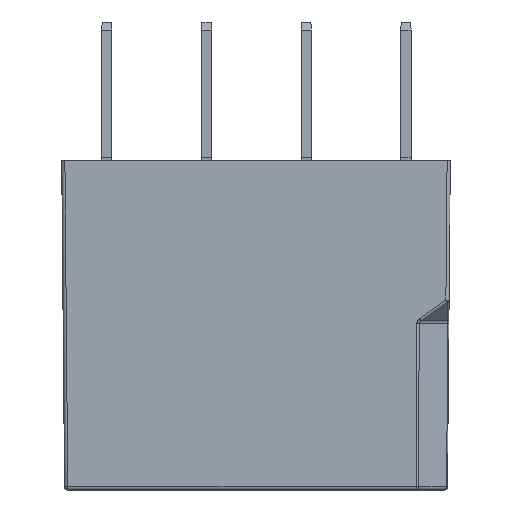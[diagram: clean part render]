
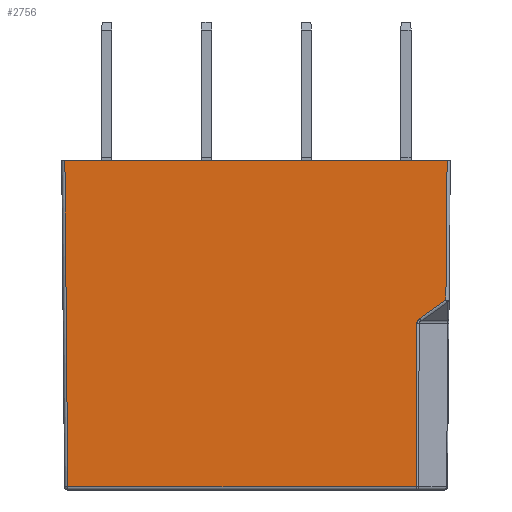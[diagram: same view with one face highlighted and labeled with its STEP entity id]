
A CAD part, front view. The second image highlights one B-rep face of the part: STEP entity #2756.
In plain terms, the highlighted planar face has unit normal (0, -1, -0.009).
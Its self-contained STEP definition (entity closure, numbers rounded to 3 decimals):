
#18 = VECTOR ( 'NONE', #3427, 1000. ) ;
#23 = DIRECTION ( 'NONE',  ( 0.009, 0.009, -1. ) ) ;
#83 = CARTESIAN_POINT ( 'NONE',  ( -1.658, -0.777, -25.502 ) ) ;
#150 = VERTEX_POINT ( 'NONE', #3005 ) ;
#172 = VERTEX_POINT ( 'NONE', #83 ) ;
#200 = CARTESIAN_POINT ( 'NONE',  ( 0.655, -0.905, -10.887 ) ) ;
#260 = VERTEX_POINT ( 'NONE', #3610 ) ;
#280 = CARTESIAN_POINT ( 'NONE',  ( -1.555, -0.777, -25.502 ) ) ;
#324 = VECTOR ( 'NONE', #23, 1000. ) ;
#388 = CARTESIAN_POINT ( 'NONE',  ( -29.148, -0.998, -0.254 ) ) ;
#400 = ORIENTED_EDGE ( 'NONE', *, *, #2004, .T. ) ;
#475 =( BOUNDED_CURVE ( )  B_SPLINE_CURVE ( 3, ( #2492, #1505, #886, #2589 ),
 .UNSPECIFIED., .F., .F. ) 
 B_SPLINE_CURVE_WITH_KNOTS ( ( 4, 4 ),
 ( 2.369, 3.145 ),
 .UNSPECIFIED. ) 
 CURVE ( )  GEOMETRIC_REPRESENTATION_ITEM ( )  RATIONAL_B_SPLINE_CURVE ( ( 1., 0.95, 0.95, 1. ) ) 
 REPRESENTATION_ITEM ( '' )  );
#541 = PLANE ( 'NONE',  #1978 ) ;
#549 = ORIENTED_EDGE ( 'NONE', *, *, #2147, .T. ) ;
#583 = VERTEX_POINT ( 'NONE', #2605 ) ;
#736 = DIRECTION ( 'NONE',  ( 0.004, -0.009, 1. ) ) ;
#851 = CARTESIAN_POINT ( 'NONE',  ( 0., -1., 0. ) ) ;
#862 = EDGE_LOOP ( 'NONE', ( #1403, #400, #1859, #549, #3429, #3829, #1866 ) ) ;
#886 = CARTESIAN_POINT ( 'NONE',  ( -1.611, -0.89, -12.57 ) ) ;
#907 = DIRECTION ( 'NONE',  ( 1., 0., 0. ) ) ;
#944 = VERTEX_POINT ( 'NONE', #200 ) ;
#951 = LINE ( 'NONE', #4016, #2412 ) ;
#1014 = LINE ( 'NONE', #1420, #18 ) ;
#1026 = CARTESIAN_POINT ( 'NONE',  ( 0.75, -1., 0. ) ) ;
#1134 = EDGE_CURVE ( 'NONE', #3944, #2429, #3967, .T. ) ;
#1206 = DIRECTION ( 'NONE',  ( 0., 0.009, -1. ) ) ;
#1298 = DIRECTION ( 'NONE',  ( 1., 0., 0. ) ) ;
#1353 = CARTESIAN_POINT ( 'NONE',  ( 0.822, -0.906, -10.768 ) ) ;
#1403 = ORIENTED_EDGE ( 'NONE', *, *, #1134, .F. ) ;
#1420 = CARTESIAN_POINT ( 'NONE',  ( 0.75, -1., -0.007 ) ) ;
#1469 = EDGE_CURVE ( 'NONE', #260, #944, #3765, .T. ) ;
#1505 = CARTESIAN_POINT ( 'NONE',  ( -1.54, -0.891, -12.448 ) ) ;
#1855 = DIRECTION ( 'NONE',  ( 0., -1., -0.009 ) ) ;
#1859 = ORIENTED_EDGE ( 'NONE', *, *, #4046, .T. ) ;
#1866 = ORIENTED_EDGE ( 'NONE', *, *, #2722, .T. ) ;
#1905 = VECTOR ( 'NONE', #1298, 1000. ) ;
#1978 = AXIS2_PLACEMENT_3D ( 'NONE', #851, #1855, #1206 ) ;
#2004 = EDGE_CURVE ( 'NONE', #3944, #150, #4071, .T. ) ;
#2016 = LINE ( 'NONE', #280, #1905 ) ;
#2147 = EDGE_CURVE ( 'NONE', #172, #583, #951, .T. ) ;
#2245 = CARTESIAN_POINT ( 'NONE',  ( 0., -1., 0. ) ) ;
#2288 = EDGE_CURVE ( 'NONE', #260, #583, #475, .T. ) ;
#2412 = VECTOR ( 'NONE', #736, 1000. ) ;
#2429 = VERTEX_POINT ( 'NONE', #1026 ) ;
#2492 = CARTESIAN_POINT ( 'NONE',  ( -1.408, -0.892, -12.354 ) ) ;
#2527 = VECTOR ( 'NONE', #907, 1000. ) ;
#2589 = CARTESIAN_POINT ( 'NONE',  ( -1.612, -0.889, -12.703 ) ) ;
#2605 = CARTESIAN_POINT ( 'NONE',  ( -1.612, -0.889, -12.703 ) ) ;
#2722 = EDGE_CURVE ( 'NONE', #944, #2429, #1014, .T. ) ;
#2756 = ADVANCED_FACE ( 'NONE', ( #3190 ), #541, .T. ) ;
#2838 = VECTOR ( 'NONE', #4155, 1000. ) ;
#3005 = CARTESIAN_POINT ( 'NONE',  ( -28.927, -0.777, -25.502 ) ) ;
#3190 = FACE_OUTER_BOUND ( 'NONE', #862, .T. ) ;
#3415 = CARTESIAN_POINT ( 'NONE',  ( -29.15, -1., 0. ) ) ;
#3427 = DIRECTION ( 'NONE',  ( 0.009, -0.009, 1. ) ) ;
#3429 = ORIENTED_EDGE ( 'NONE', *, *, #2288, .F. ) ;
#3610 = CARTESIAN_POINT ( 'NONE',  ( -1.408, -0.892, -12.354 ) ) ;
#3765 = LINE ( 'NONE', #1353, #2838 ) ;
#3829 = ORIENTED_EDGE ( 'NONE', *, *, #1469, .T. ) ;
#3944 = VERTEX_POINT ( 'NONE', #3415 ) ;
#3967 = LINE ( 'NONE', #2245, #2527 ) ;
#4016 = CARTESIAN_POINT ( 'NONE',  ( -1.611, -0.89, -12.601 ) ) ;
#4046 = EDGE_CURVE ( 'NONE', #150, #172, #2016, .T. ) ;
#4071 = LINE ( 'NONE', #388, #324 ) ;
#4155 = DIRECTION ( 'NONE',  ( 0.815, -0.005, 0.58 ) ) ;
